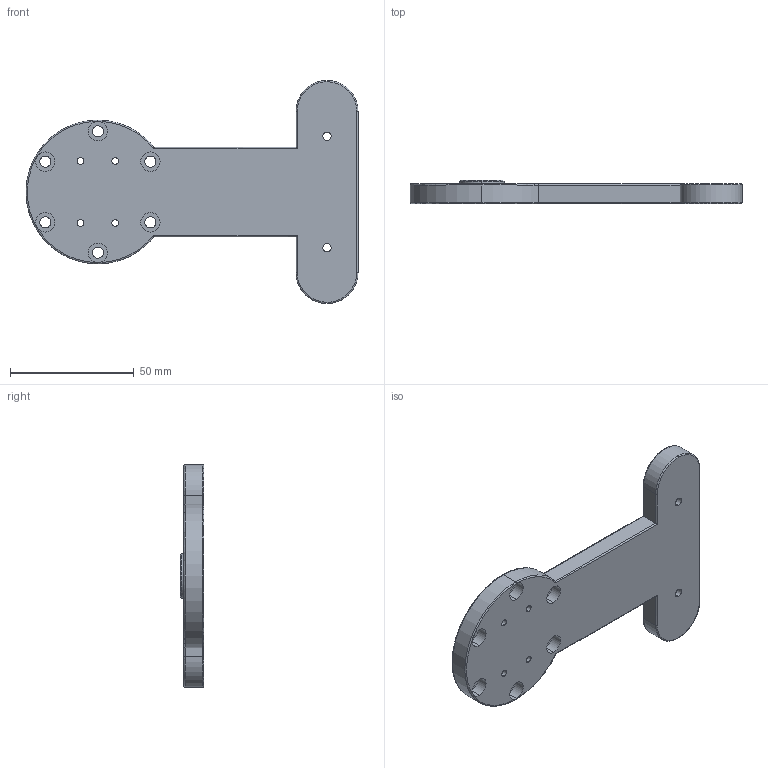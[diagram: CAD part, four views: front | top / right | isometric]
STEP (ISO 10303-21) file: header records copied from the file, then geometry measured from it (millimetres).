
FILE_DESCRIPTION (( 'STEP AP214' ), '1' );
FILE_NAME ('扜砉芛蟀諉啣.STEP', '2022-07-15T07:28:21', ( 'ASUS' ), ( '' ), 'SwSTEP 2.0', 'SolidWorks 2016', '' );
FILE_SCHEMA (( 'AUTOMOTIVE_DESIGN' ));
Length unit declared in the file: millimetre
Products named in the file (1): 扜砉芛蟀諉啣
Bounding box: 134 x 9.5 x 90 mm (x, y, z)
Volume: 51309 mm3; surface area: 17959.2 mm2
Topology: 1 solids, 1 shells, 112 faces, 257 edges, 160 vertices
Faces by surface type: cylinder 66, plane 20, cone 14, bspline 12
Entity records: 3789 total; most frequent: CARTESIAN_POINT 1144, DIRECTION 581, ORIENTED_EDGE 514, EDGE_CURVE 257, AXIS2_PLACEMENT_3D 243, VERTEX_POINT 160, EDGE_LOOP 149, CIRCLE 142
